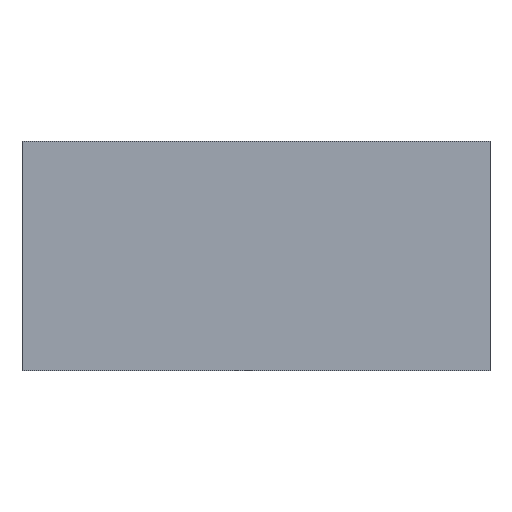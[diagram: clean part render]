
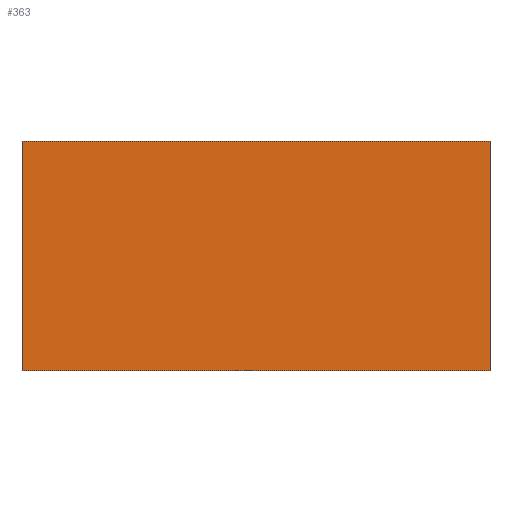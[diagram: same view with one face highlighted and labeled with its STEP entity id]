
A CAD part, front view. The second image highlights one B-rep face of the part: STEP entity #363.
In plain terms, the highlighted planar face has unit normal (0, -1, 0).
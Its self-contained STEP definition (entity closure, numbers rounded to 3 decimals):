
#324=CARTESIAN_POINT('',(165.,0.,65.));
#325=DIRECTION('',(0.,1.,0.));
#326=DIRECTION('',(0.,0.,1.));
#327=AXIS2_PLACEMENT_3D('',#324,#325,#326);
#328=PLANE('',#327);
#329=CARTESIAN_POINT('',(197.5,0.,0.));
#330=VERTEX_POINT('',#329);
#331=CARTESIAN_POINT('',(197.5,0.,65.));
#332=VERTEX_POINT('',#331);
#333=CARTESIAN_POINT('',(197.5,0.,0.));
#334=DIRECTION('',(0.,0.,1.));
#335=VECTOR('',#334,65.);
#336=LINE('',#333,#335);
#337=EDGE_CURVE('',#330,#332,#336,.T.);
#338=ORIENTED_EDGE('',*,*,#337,.F.);
#339=CARTESIAN_POINT('',(330.,0.,0.));
#340=VERTEX_POINT('',#339);
#341=CARTESIAN_POINT('',(197.5,0.,0.));
#342=DIRECTION('',(1.,0.,-0.));
#343=VECTOR('',#342,132.5);
#344=LINE('',#341,#343);
#345=EDGE_CURVE('',#330,#340,#344,.T.);
#346=ORIENTED_EDGE('',*,*,#345,.T.);
#347=CARTESIAN_POINT('',(330.,0.,65.));
#348=VERTEX_POINT('',#347);
#349=CARTESIAN_POINT('',(330.,0.,65.));
#350=DIRECTION('',(0.,0.,-1.));
#351=VECTOR('',#350,65.);
#352=LINE('',#349,#351);
#353=EDGE_CURVE('',#348,#340,#352,.T.);
#354=ORIENTED_EDGE('',*,*,#353,.F.);
#355=CARTESIAN_POINT('',(197.5,0.,65.));
#356=DIRECTION('',(1.,0.,-0.));
#357=VECTOR('',#356,132.5);
#358=LINE('',#355,#357);
#359=EDGE_CURVE('',#332,#348,#358,.T.);
#360=ORIENTED_EDGE('',*,*,#359,.F.);
#361=EDGE_LOOP('',(#338,#346,#354,#360));
#362=FACE_BOUND('',#361,.T.);
#363=ADVANCED_FACE('',(#362),#328,.F.);
